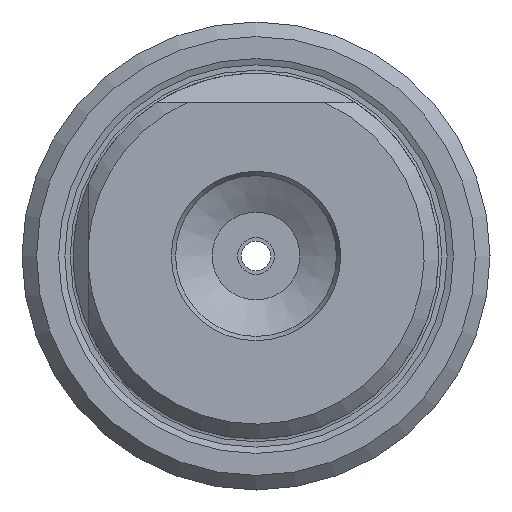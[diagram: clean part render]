
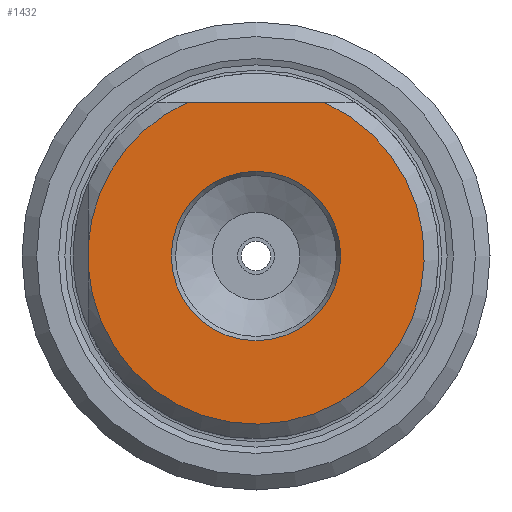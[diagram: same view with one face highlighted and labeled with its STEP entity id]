
A CAD part, left-side view. The second image highlights one B-rep face of the part: STEP entity #1432.
In plain terms, the highlighted planar face has unit normal (-1, 0, 0).
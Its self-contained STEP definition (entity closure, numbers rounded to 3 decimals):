
#520=CARTESIAN_POINT('',(-57.25,11.477,-0.728));
#521=VERTEX_POINT('',#520);
#535=CARTESIAN_POINT('',(-57.25,11.477,0.728));
#536=VERTEX_POINT('',#535);
#537=CARTESIAN_POINT('',(-57.25,11.477,0.728));
#538=DIRECTION('',(0.0,0.0,-1.0));
#539=VECTOR('',#538,1.456);
#540=LINE('',#537,#539);
#541=EDGE_CURVE('',#536,#521,#540,.T.);
#676=CARTESIAN_POINT('',(-57.25,4.69,10.5));
#677=VERTEX_POINT('',#676);
#678=CARTESIAN_POINT('',(-57.25,0.,0.0));
#679=DIRECTION('',(1.0,0.0,0.0));
#680=DIRECTION('',(0.0,1.0,0.0));
#681=AXIS2_PLACEMENT_3D('',#678,#679,#680);
#682=CIRCLE('',#681,11.5);
#683=EDGE_CURVE('',#536,#677,#682,.T.);
#766=CARTESIAN_POINT('',(-57.25,-4.69,10.5));
#767=VERTEX_POINT('',#766);
#768=CARTESIAN_POINT('',(-57.25,-4.69,10.5));
#769=DIRECTION('',(0.0,1.0,0.0));
#770=VECTOR('',#769,9.381);
#771=LINE('',#768,#770);
#772=EDGE_CURVE('',#767,#677,#771,.T.);
#1397=CARTESIAN_POINT('',(-57.25,5.789,0.0));
#1398=VERTEX_POINT('',#1397);
#1399=CARTESIAN_POINT('',(-57.25,0.,0.0));
#1400=DIRECTION('',(1.0,0.0,0.0));
#1401=DIRECTION('',(0.0,1.0,0.0));
#1402=AXIS2_PLACEMENT_3D('',#1399,#1400,#1401);
#1403=CIRCLE('',#1402,5.789);
#1404=EDGE_CURVE('',#1398,#1398,#1403,.T.);
#1412=CARTESIAN_POINT('',(-57.25,8.644,0.0));
#1413=DIRECTION('',(-1.0,0.0,0.0));
#1414=DIRECTION('',(0.0,0.0,1.0));
#1415=AXIS2_PLACEMENT_3D('',#1412,#1413,#1414);
#1416=PLANE('',#1415);
#1417=ORIENTED_EDGE('',*,*,#541,.T.);
#1418=CARTESIAN_POINT('',(-57.25,0.,0.0));
#1419=DIRECTION('',(1.0,0.0,0.0));
#1420=DIRECTION('',(0.0,1.0,0.0));
#1421=AXIS2_PLACEMENT_3D('',#1418,#1419,#1420);
#1422=CIRCLE('',#1421,11.5);
#1423=EDGE_CURVE('',#767,#521,#1422,.T.);
#1424=ORIENTED_EDGE('',*,*,#1423,.F.);
#1425=ORIENTED_EDGE('',*,*,#772,.T.);
#1426=ORIENTED_EDGE('',*,*,#683,.F.);
#1427=EDGE_LOOP('',(#1417,#1424,#1425,#1426));
#1428=FACE_OUTER_BOUND('',#1427,.T.);
#1429=ORIENTED_EDGE('',*,*,#1404,.T.);
#1430=EDGE_LOOP('',(#1429));
#1431=FACE_BOUND('',#1430,.T.);
#1432=ADVANCED_FACE('',(#1428,#1431),#1416,.T.);
